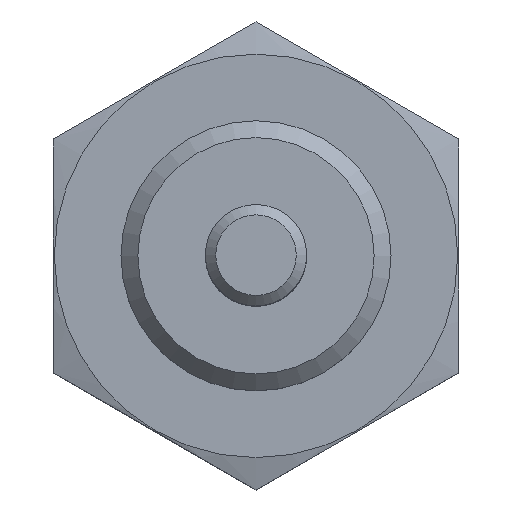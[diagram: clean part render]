
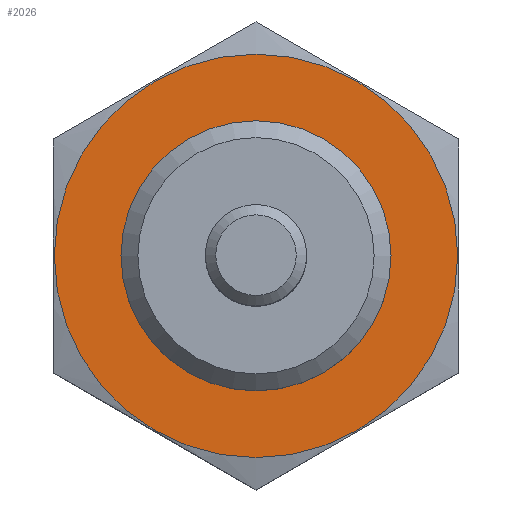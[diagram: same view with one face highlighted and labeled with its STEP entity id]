
A CAD part, top view. The second image highlights one B-rep face of the part: STEP entity #2026.
In plain terms, the highlighted face is planar.
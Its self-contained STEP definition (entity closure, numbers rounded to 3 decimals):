
#202=PLANE('',#2210);
#594=ORIENTED_EDGE('',*,*,#838,.F.);
#595=ORIENTED_EDGE('',*,*,#839,.T.);
#838=EDGE_CURVE('',#996,#996,#1100,.T.);
#839=EDGE_CURVE('',#997,#997,#1101,.T.);
#996=VERTEX_POINT('',#3145);
#997=VERTEX_POINT('',#3147);
#1100=CIRCLE('',#2211,11.95);
#1101=CIRCLE('',#2212,8.);
#1221=EDGE_LOOP('',(#594));
#1222=EDGE_LOOP('',(#595));
#1368=FACE_BOUND('',#1221,.T.);
#1369=FACE_BOUND('',#1222,.T.);
#2026=ADVANCED_FACE('',(#1368,#1369),#202,.F.);
#2210=AXIS2_PLACEMENT_3D('',#3143,#2599,#2600);
#2211=AXIS2_PLACEMENT_3D('',#3144,#2601,#2602);
#2212=AXIS2_PLACEMENT_3D('',#3146,#2603,#2604);
#2599=DIRECTION('',(0.,-1.,0.));
#2600=DIRECTION('',(0.,0.,-1.));
#2601=DIRECTION('',(0.,-1.,0.));
#2602=DIRECTION('',(0.,0.,-1.));
#2603=DIRECTION('',(0.,-1.,0.));
#2604=DIRECTION('',(0.,0.,-1.));
#3143=CARTESIAN_POINT('',(0.,0.,0.));
#3144=CARTESIAN_POINT('',(0.,0.,0.));
#3145=CARTESIAN_POINT('',(0.,0.,-11.95));
#3146=CARTESIAN_POINT('',(0.,0.,0.));
#3147=CARTESIAN_POINT('',(0.,0.,-8.));
